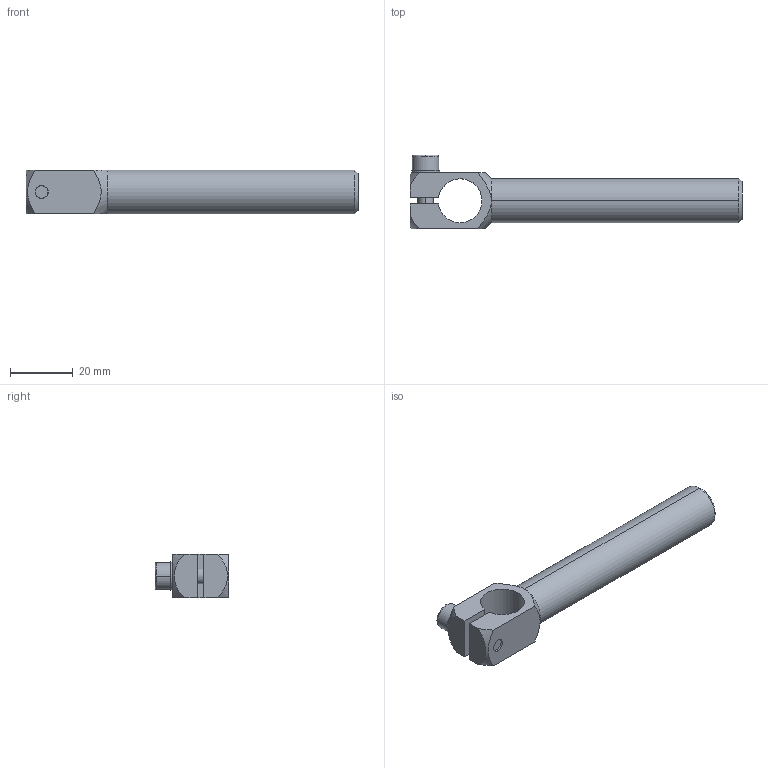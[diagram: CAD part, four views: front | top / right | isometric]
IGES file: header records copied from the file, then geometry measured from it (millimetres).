
Global section: file name: No Iges File Name specified; native system: AutoDesk Inventor R11.0; preprocessor: AutoDesk Inventor Iges Exporter R11.0; author: No Author specified; organization: No Organization specified; date: 20080116.162256; units: millimetre
Bounding box: 106 x 23.6 x 14 mm (x, y, z)
Volume: 10520.9 mm3; surface area: 9231.3 mm2
Topology: 3 solids, 3 shells, 55 faces, 123 edges, 75 vertices
Faces by surface type: plane 26, cylinder 8, cone 8, bspline 8, revolution 3, torus 2
